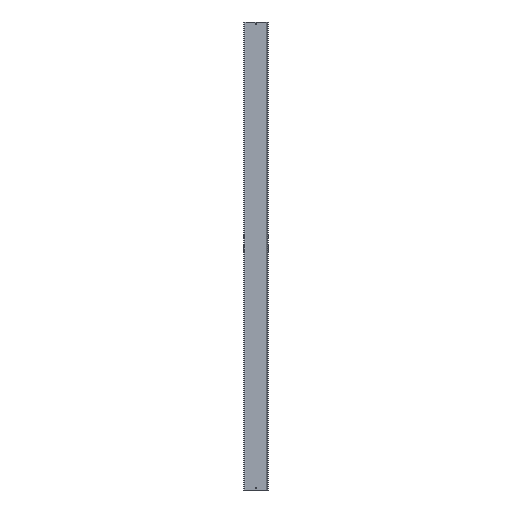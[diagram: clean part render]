
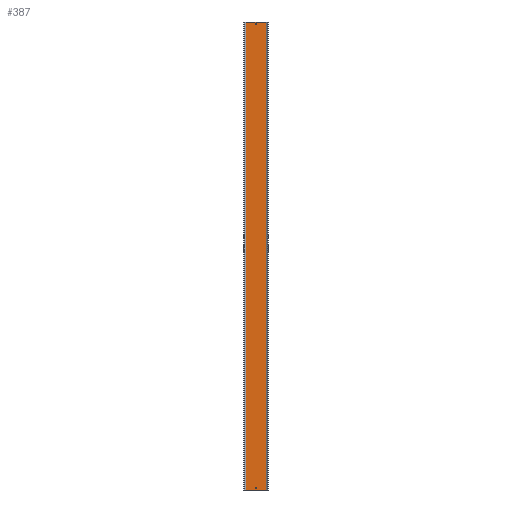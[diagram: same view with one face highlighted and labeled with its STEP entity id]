
A CAD part, front view. The second image highlights one B-rep face of the part: STEP entity #387.
In plain terms, the highlighted planar face has unit normal (0, -1, 0).
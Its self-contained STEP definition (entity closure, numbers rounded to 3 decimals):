
#19 = CARTESIAN_POINT ( 'NONE',  ( 69., -2., -1500. ) ) ;
#20 = EDGE_LOOP ( 'NONE', ( #359, #72 ) ) ;
#27 = CARTESIAN_POINT ( 'NONE',  ( 2.75, -2., -1486. ) ) ;
#38 = VERTEX_POINT ( 'NONE', #614 ) ;
#40 = EDGE_LOOP ( 'NONE', ( #166, #137, #302, #516 ) ) ;
#43 = CIRCLE ( 'NONE', #589, 2.75 ) ;
#55 = EDGE_CURVE ( 'NONE', #38, #349, #43, .T. ) ;
#61 = DIRECTION ( 'NONE',  ( 0., -1., 0. ) ) ;
#67 = DIRECTION ( 'NONE',  ( -1., 0., 0. ) ) ;
#69 = VERTEX_POINT ( 'NONE', #243 ) ;
#72 = ORIENTED_EDGE ( 'NONE', *, *, #599, .F. ) ;
#84 = CIRCLE ( 'NONE', #242, 2.75 ) ;
#87 = VECTOR ( 'NONE', #495, 1000. ) ;
#102 = ORIENTED_EDGE ( 'NONE', *, *, #473, .F. ) ;
#116 = VERTEX_POINT ( 'NONE', #484 ) ;
#117 = CIRCLE ( 'NONE', #501, 2.75 ) ;
#129 = PLANE ( 'NONE',  #196 ) ;
#130 = EDGE_LOOP ( 'NONE', ( #386, #102 ) ) ;
#131 = CIRCLE ( 'NONE', #307, 2.75 ) ;
#135 = DIRECTION ( 'NONE',  ( -1., 0., 0. ) ) ;
#136 = VERTEX_POINT ( 'NONE', #253 ) ;
#137 = ORIENTED_EDGE ( 'NONE', *, *, #204, .F. ) ;
#166 = ORIENTED_EDGE ( 'NONE', *, *, #229, .T. ) ;
#172 = EDGE_CURVE ( 'NONE', #475, #136, #131, .T. ) ;
#193 = CARTESIAN_POINT ( 'NONE',  ( -2.75, -2., 1486. ) ) ;
#194 = CARTESIAN_POINT ( 'NONE',  ( 0., -2., -1486. ) ) ;
#196 = AXIS2_PLACEMENT_3D ( 'NONE', #320, #562, #135 ) ;
#204 = EDGE_CURVE ( 'NONE', #575, #69, #249, .T. ) ;
#211 = DIRECTION ( 'NONE',  ( -1., 0., 0. ) ) ;
#228 = EDGE_CURVE ( 'NONE', #289, #575, #554, .T. ) ;
#229 = EDGE_CURVE ( 'NONE', #116, #69, #577, .T. ) ;
#238 = CARTESIAN_POINT ( 'NONE',  ( -66.817, -2., 1500. ) ) ;
#242 = AXIS2_PLACEMENT_3D ( 'NONE', #411, #457, #67 ) ;
#243 = CARTESIAN_POINT ( 'NONE',  ( 66.817, -2., -1500. ) ) ;
#249 = LINE ( 'NONE', #298, #87 ) ;
#253 = CARTESIAN_POINT ( 'NONE',  ( 2.75, -2., 1486. ) ) ;
#285 = DIRECTION ( 'NONE',  ( -1., 0., 0. ) ) ;
#289 = VERTEX_POINT ( 'NONE', #452 ) ;
#298 = CARTESIAN_POINT ( 'NONE',  ( 66.817, -2., 1500. ) ) ;
#301 = CARTESIAN_POINT ( 'NONE',  ( 0., -2., 1486. ) ) ;
#302 = ORIENTED_EDGE ( 'NONE', *, *, #228, .F. ) ;
#307 = AXIS2_PLACEMENT_3D ( 'NONE', #301, #61, #211 ) ;
#320 = CARTESIAN_POINT ( 'NONE',  ( 69., -2., 1500. ) ) ;
#328 = DIRECTION ( 'NONE',  ( 0., 0., -1. ) ) ;
#349 = VERTEX_POINT ( 'NONE', #27 ) ;
#358 = DIRECTION ( 'NONE',  ( 1., 0., 0. ) ) ;
#359 = ORIENTED_EDGE ( 'NONE', *, *, #172, .F. ) ;
#371 = VECTOR ( 'NONE', #328, 1000. ) ;
#374 = FACE_OUTER_BOUND ( 'NONE', #40, .T. ) ;
#386 = ORIENTED_EDGE ( 'NONE', *, *, #55, .F. ) ;
#387 = ADVANCED_FACE ( 'NONE', ( #405, #412, #374 ), #129, .F. ) ;
#389 = DIRECTION ( 'NONE',  ( 0., -1., 0. ) ) ;
#393 = CARTESIAN_POINT ( 'NONE',  ( 69., -2., 1500. ) ) ;
#405 = FACE_BOUND ( 'NONE', #130, .T. ) ;
#411 = CARTESIAN_POINT ( 'NONE',  ( 0., -2., 1486. ) ) ;
#412 = FACE_BOUND ( 'NONE', #20, .T. ) ;
#418 = VECTOR ( 'NONE', #358, 1000. ) ;
#420 = CARTESIAN_POINT ( 'NONE',  ( 0., -2., -1486. ) ) ;
#452 = CARTESIAN_POINT ( 'NONE',  ( -66.817, -2., 1500. ) ) ;
#455 = EDGE_CURVE ( 'NONE', #289, #116, #569, .T. ) ;
#457 = DIRECTION ( 'NONE',  ( 0., -1., 0. ) ) ;
#467 = CARTESIAN_POINT ( 'NONE',  ( 66.817, -2., 1500. ) ) ;
#473 = EDGE_CURVE ( 'NONE', #349, #38, #117, .T. ) ;
#475 = VERTEX_POINT ( 'NONE', #193 ) ;
#484 = CARTESIAN_POINT ( 'NONE',  ( -66.817, -2., -1500. ) ) ;
#495 = DIRECTION ( 'NONE',  ( 0., 0., -1. ) ) ;
#499 = DIRECTION ( 'NONE',  ( 1., 0., 0. ) ) ;
#501 = AXIS2_PLACEMENT_3D ( 'NONE', #420, #389, #613 ) ;
#516 = ORIENTED_EDGE ( 'NONE', *, *, #455, .T. ) ;
#546 = VECTOR ( 'NONE', #499, 1000. ) ;
#554 = LINE ( 'NONE', #393, #546 ) ;
#562 = DIRECTION ( 'NONE',  ( 0., 1., 0. ) ) ;
#569 = LINE ( 'NONE', #238, #371 ) ;
#571 = DIRECTION ( 'NONE',  ( 0., -1., 0. ) ) ;
#575 = VERTEX_POINT ( 'NONE', #467 ) ;
#577 = LINE ( 'NONE', #19, #418 ) ;
#589 = AXIS2_PLACEMENT_3D ( 'NONE', #194, #571, #285 ) ;
#599 = EDGE_CURVE ( 'NONE', #136, #475, #84, .T. ) ;
#613 = DIRECTION ( 'NONE',  ( -1., 0., 0. ) ) ;
#614 = CARTESIAN_POINT ( 'NONE',  ( -2.75, -2., -1486. ) ) ;
